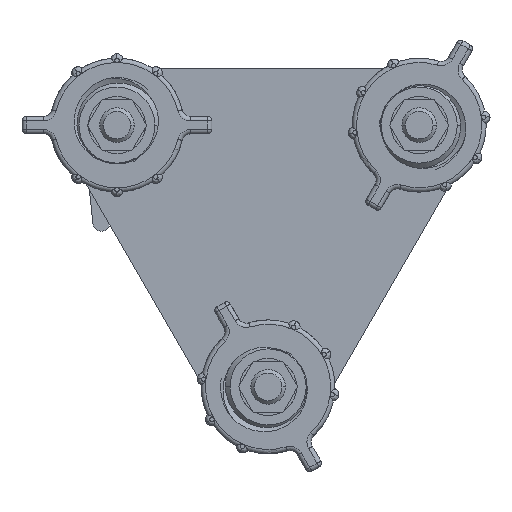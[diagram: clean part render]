
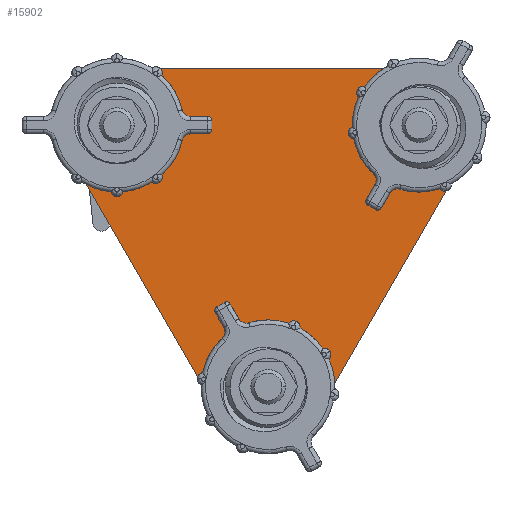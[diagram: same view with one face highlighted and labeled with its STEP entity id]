
A CAD part, front view. The second image highlights one B-rep face of the part: STEP entity #15902.
In plain terms, the highlighted planar face has unit normal (0, -1, 0).
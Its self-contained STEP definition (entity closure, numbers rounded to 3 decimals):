
#2180=DIRECTION('',(-0.5,0.,-0.866));
#2181=VECTOR('',#2180,35.);
#2182=CARTESIAN_POINT('',(23.129,-1.5,
-3.25));
#2183=LINE('',#2182,#2181);
#2184=CARTESIAN_POINT('',(0.,-1.5,
-30.311));
#2185=DIRECTION('',(0.,1.,0.));
#2186=DIRECTION('',(0.866,0.,-0.5));
#2187=AXIS2_PLACEMENT_3D('',#2184,#2185,#2186);
#2189=DIRECTION('',(-0.5,0.,0.866));
#2190=VECTOR('',#2189,35.001);
#2191=CARTESIAN_POINT('',(-5.629,-1.499,
-33.561));
#2192=LINE('',#2191,#2190);
#2193=CARTESIAN_POINT('',(-17.5,-1.5,0.));
#2194=DIRECTION('',(0.,1.,0.));
#2195=DIRECTION('',(-0.866,0.,-0.5));
#2196=AXIS2_PLACEMENT_3D('',#2193,#2194,#2195);
#2198=CARTESIAN_POINT('',(-17.5,-1.5,0.));
#2199=DIRECTION('',(0.,1.,0.));
#2200=DIRECTION('',(-1.,0.,0.));
#2201=AXIS2_PLACEMENT_3D('',#2198,#2199,#2200);
#2203=CARTESIAN_POINT('',(17.5,-1.5,0.));
#2204=DIRECTION('',(0.,1.,0.));
#2205=DIRECTION('',(0.,0.,1.));
#2206=AXIS2_PLACEMENT_3D('',#2203,#2204,#2205);
#2208=CARTESIAN_POINT('',(17.5,-1.5,0.));
#2209=DIRECTION('',(0.,1.,0.));
#2210=DIRECTION('',(1.,0.,0.));
#2211=AXIS2_PLACEMENT_3D('',#2208,#2209,#2210);
#2213=CARTESIAN_POINT('',(17.5,-1.5,0.));
#2214=DIRECTION('',(0.,-1.,0.));
#2215=DIRECTION('',(1.,0.,0.));
#2216=AXIS2_PLACEMENT_3D('',#2213,#2214,#2215);
#2218=CARTESIAN_POINT('',(17.5,-1.5,0.));
#2219=DIRECTION('',(0.,-1.,0.));
#2220=DIRECTION('',(-1.,0.,0.));
#2221=AXIS2_PLACEMENT_3D('',#2218,#2219,#2220);
#2223=CARTESIAN_POINT('',(-17.5,-1.5,0.));
#2224=DIRECTION('',(0.,-1.,0.));
#2225=DIRECTION('',(1.,0.,0.));
#2226=AXIS2_PLACEMENT_3D('',#2223,#2224,#2225);
#2228=CARTESIAN_POINT('',(-17.5,-1.5,0.));
#2229=DIRECTION('',(0.,-1.,0.));
#2230=DIRECTION('',(-1.,0.,0.));
#2231=AXIS2_PLACEMENT_3D('',#2228,#2229,#2230);
#2233=CARTESIAN_POINT('',(0.,-1.5,
-30.311));
#2234=DIRECTION('',(0.,-1.,0.));
#2235=DIRECTION('',(1.,0.,0.));
#2236=AXIS2_PLACEMENT_3D('',#2233,#2234,#2235);
#2238=CARTESIAN_POINT('',(0.,-1.5,
-30.311));
#2239=DIRECTION('',(0.,-1.,0.));
#2240=DIRECTION('',(-1.,0.,0.));
#2241=AXIS2_PLACEMENT_3D('',#2238,#2239,#2240);
#3586=DIRECTION('',(-1.,0.,0.));
#3587=VECTOR('',#3586,34.998);
#3588=CARTESIAN_POINT('',(17.499,-1.5,6.5));
#3589=LINE('',#3588,#3587);
#10944=CARTESIAN_POINT('',(-5.,-1.5,
-30.311));
#10946=VERTEX_POINT('',#10944);
#10948=CARTESIAN_POINT('',(5.,-1.5,
-30.311));
#10949=VERTEX_POINT('',#10948);
#10982=CARTESIAN_POINT('',(23.129,-1.5,
-3.25));
#10983=CARTESIAN_POINT('',(5.629,-1.5,
-33.561));
#10984=VERTEX_POINT('',#10982);
#10985=VERTEX_POINT('',#10983);
#10986=CARTESIAN_POINT('',(-5.629,-1.5,
-33.561));
#10987=VERTEX_POINT('',#10986);
#10988=CARTESIAN_POINT('',(-23.129,-1.5,
-3.249));
#10989=VERTEX_POINT('',#10988);
#10990=CARTESIAN_POINT('',(-24.,-1.5,
0.));
#10991=VERTEX_POINT('',#10990);
#10992=CARTESIAN_POINT('',(-17.497,-1.5,
6.5));
#10993=VERTEX_POINT('',#10992);
#10994=CARTESIAN_POINT('',(17.499,-1.5,
6.5));
#10995=VERTEX_POINT('',#10994);
#10996=CARTESIAN_POINT('',(24.,-1.5,
0.));
#10997=VERTEX_POINT('',#10996);
#10998=CARTESIAN_POINT('',(22.5,-1.5,0.));
#10999=CARTESIAN_POINT('',(12.5,-1.5,0.));
#11000=VERTEX_POINT('',#10998);
#11001=VERTEX_POINT('',#10999);
#11002=CARTESIAN_POINT('',(-12.5,-1.5,0.));
#11003=CARTESIAN_POINT('',(-22.5,-1.5,0.));
#11004=VERTEX_POINT('',#11002);
#11005=VERTEX_POINT('',#11003);
#15863=CARTESIAN_POINT('',(0.,-1.5,
-15.16));
#15864=DIRECTION('',(0.,1.,0.));
#15865=DIRECTION('',(1.,0.,0.));
#15866=AXIS2_PLACEMENT_3D('',#15863,#15864,#15865);
#15867=PLANE('',#15866);
#15869=ORIENTED_EDGE('',*,*,#15868,.T.);
#15871=ORIENTED_EDGE('',*,*,#15870,.T.);
#15873=ORIENTED_EDGE('',*,*,#15872,.T.);
#15875=ORIENTED_EDGE('',*,*,#15874,.T.);
#15877=ORIENTED_EDGE('',*,*,#15876,.T.);
#15879=ORIENTED_EDGE('',*,*,#15878,.F.);
#15881=ORIENTED_EDGE('',*,*,#15880,.T.);
#15883=ORIENTED_EDGE('',*,*,#15882,.T.);
#15884=EDGE_LOOP('',(#15869,#15871,#15873,#15875,#15877,#15879,#15881,#15883));
#15885=FACE_OUTER_BOUND('',#15884,.F.);
#15887=ORIENTED_EDGE('',*,*,#15886,.T.);
#15889=ORIENTED_EDGE('',*,*,#15888,.T.);
#15890=EDGE_LOOP('',(#15887,#15889));
#15891=FACE_BOUND('',#15890,.F.);
#15892=ORIENTED_EDGE('',*,*,#14179,.T.);
#15893=ORIENTED_EDGE('',*,*,#14201,.T.);
#15894=EDGE_LOOP('',(#15892,#15893));
#15895=FACE_BOUND('',#15894,.F.);
#15897=ORIENTED_EDGE('',*,*,#15896,.T.);
#15899=ORIENTED_EDGE('',*,*,#15898,.T.);
#15900=EDGE_LOOP('',(#15897,#15899));
#15901=FACE_BOUND('',#15900,.F.);
#2188=CIRCLE('',#2187,6.5);
#2197=CIRCLE('',#2196,6.5);
#2202=CIRCLE('',#2201,6.5);
#2207=CIRCLE('',#2206,6.5);
#2212=CIRCLE('',#2211,6.5);
#2217=CIRCLE('',#2216,5.);
#2222=CIRCLE('',#2221,5.);
#2227=CIRCLE('',#2226,5.);
#2232=CIRCLE('',#2231,5.);
#2237=CIRCLE('',#2236,5.);
#2242=CIRCLE('',#2241,5.);
#14179=EDGE_CURVE('',#11004,#11005,#2227,.T.);
#14201=EDGE_CURVE('',#11005,#11004,#2232,.T.);
#15868=EDGE_CURVE('',#10984,#10985,#2183,.T.);
#15870=EDGE_CURVE('',#10985,#10987,#2188,.T.);
#15872=EDGE_CURVE('',#10987,#10989,#2192,.T.);
#15874=EDGE_CURVE('',#10989,#10991,#2197,.T.);
#15876=EDGE_CURVE('',#10991,#10993,#2202,.T.);
#15878=EDGE_CURVE('',#10995,#10993,#3589,.T.);
#15880=EDGE_CURVE('',#10995,#10997,#2207,.T.);
#15882=EDGE_CURVE('',#10997,#10984,#2212,.T.);
#15886=EDGE_CURVE('',#11000,#11001,#2217,.T.);
#15888=EDGE_CURVE('',#11001,#11000,#2222,.T.);
#15896=EDGE_CURVE('',#10949,#10946,#2237,.T.);
#15898=EDGE_CURVE('',#10946,#10949,#2242,.T.);
#15902=ADVANCED_FACE('',(#15885,#15891,#15895,#15901),#15867,.F.);
